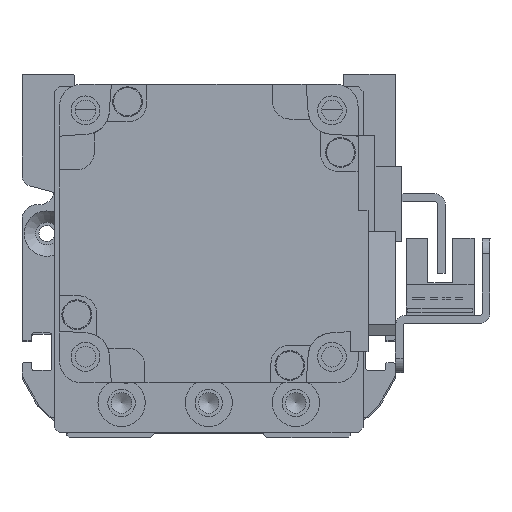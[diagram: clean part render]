
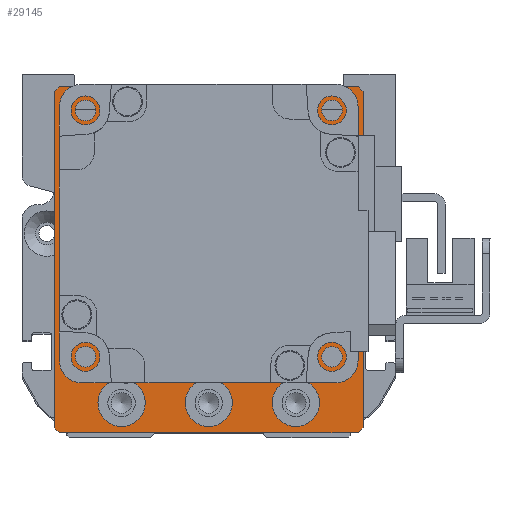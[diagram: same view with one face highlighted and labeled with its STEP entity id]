
A CAD part, left-side view. The second image highlights one B-rep face of the part: STEP entity #29145.
In plain terms, the highlighted face is planar.
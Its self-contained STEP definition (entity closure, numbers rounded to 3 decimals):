
#1080=FACE_BOUND('',#5282,.T.);
#1081=FACE_BOUND('',#5283,.T.);
#1082=FACE_BOUND('',#5284,.T.);
#1083=FACE_BOUND('',#5285,.T.);
#1084=FACE_BOUND('',#5286,.T.);
#1085=FACE_BOUND('',#5287,.T.);
#1086=FACE_BOUND('',#5288,.T.);
#1087=FACE_BOUND('',#5289,.T.);
#1827=PLANE('',#32733);
#3309=FACE_OUTER_BOUND('',#5281,.T.);
#5281=EDGE_LOOP('',(#25837,#25838,#25839,#25840,#25841,#25842,#25843,#25844));
#5282=EDGE_LOOP('',(#25845));
#5283=EDGE_LOOP('',(#25846));
#5284=EDGE_LOOP('',(#25847));
#5285=EDGE_LOOP('',(#25848));
#5286=EDGE_LOOP('',(#25849));
#5287=EDGE_LOOP('',(#25850));
#5288=EDGE_LOOP('',(#25851));
#5289=EDGE_LOOP('',(#25852));
#7575=LINE('',#50336,#9920);
#7578=LINE('',#50341,#9923);
#7580=LINE('',#50345,#9925);
#7582=LINE('',#50349,#9927);
#7584=LINE('',#50354,#9929);
#7586=LINE('',#50357,#9931);
#7587=LINE('',#50359,#9932);
#7588=LINE('',#50360,#9933);
#9920=VECTOR('',#40855,10.);
#9923=VECTOR('',#40860,10.);
#9925=VECTOR('',#40864,10.);
#9927=VECTOR('',#40868,10.);
#9929=VECTOR('',#40872,10.);
#9931=VECTOR('',#40876,10.);
#9932=VECTOR('',#40877,10.);
#9933=VECTOR('',#40878,10.);
#11794=CIRCLE('',#32734,25.);
#11795=CIRCLE('',#32735,2.067);
#11796=CIRCLE('',#32736,2.067);
#11797=CIRCLE('',#32737,2.067);
#11798=CIRCLE('',#32738,2.067);
#11799=CIRCLE('',#32739,4.75);
#11800=CIRCLE('',#32740,4.75);
#11801=CIRCLE('',#32741,4.75);
#14312=VERTEX_POINT('',#50333);
#14313=VERTEX_POINT('',#50335);
#14314=VERTEX_POINT('',#50339);
#14315=VERTEX_POINT('',#50343);
#14316=VERTEX_POINT('',#50347);
#14317=VERTEX_POINT('',#50351);
#14318=VERTEX_POINT('',#50353);
#14319=VERTEX_POINT('',#50358);
#14320=VERTEX_POINT('',#50361);
#14321=VERTEX_POINT('',#50363);
#14322=VERTEX_POINT('',#50365);
#14323=VERTEX_POINT('',#50367);
#14324=VERTEX_POINT('',#50369);
#14325=VERTEX_POINT('',#50371);
#14326=VERTEX_POINT('',#50373);
#14327=VERTEX_POINT('',#50375);
#18223=EDGE_CURVE('',#14312,#14313,#7575,.T.);
#18226=EDGE_CURVE('',#14312,#14314,#7578,.T.);
#18228=EDGE_CURVE('',#14315,#14314,#7580,.T.);
#18230=EDGE_CURVE('',#14315,#14316,#7582,.T.);
#18232=EDGE_CURVE('',#14317,#14318,#7584,.T.);
#18234=EDGE_CURVE('',#14317,#14313,#7586,.T.);
#18235=EDGE_CURVE('',#14319,#14316,#7587,.T.);
#18236=EDGE_CURVE('',#14319,#14318,#7588,.T.);
#18237=EDGE_CURVE('',#14320,#14320,#11794,.T.);
#18238=EDGE_CURVE('',#14321,#14321,#11795,.T.);
#18239=EDGE_CURVE('',#14322,#14322,#11796,.T.);
#18240=EDGE_CURVE('',#14323,#14323,#11797,.T.);
#18241=EDGE_CURVE('',#14324,#14324,#11798,.T.);
#18242=EDGE_CURVE('',#14325,#14325,#11799,.T.);
#18243=EDGE_CURVE('',#14326,#14326,#11800,.T.);
#18244=EDGE_CURVE('',#14327,#14327,#11801,.T.);
#25837=ORIENTED_EDGE('',*,*,#18232,.F.);
#25838=ORIENTED_EDGE('',*,*,#18234,.T.);
#25839=ORIENTED_EDGE('',*,*,#18223,.F.);
#25840=ORIENTED_EDGE('',*,*,#18226,.T.);
#25841=ORIENTED_EDGE('',*,*,#18228,.F.);
#25842=ORIENTED_EDGE('',*,*,#18230,.T.);
#25843=ORIENTED_EDGE('',*,*,#18235,.F.);
#25844=ORIENTED_EDGE('',*,*,#18236,.T.);
#25845=ORIENTED_EDGE('',*,*,#18237,.T.);
#25846=ORIENTED_EDGE('',*,*,#18238,.T.);
#25847=ORIENTED_EDGE('',*,*,#18239,.T.);
#25848=ORIENTED_EDGE('',*,*,#18240,.T.);
#25849=ORIENTED_EDGE('',*,*,#18241,.T.);
#25850=ORIENTED_EDGE('',*,*,#18242,.T.);
#25851=ORIENTED_EDGE('',*,*,#18243,.T.);
#25852=ORIENTED_EDGE('',*,*,#18244,.T.);
#29145=ADVANCED_FACE('',(#3309,#1080,#1081,#1082,#1083,#1084,#1085,#1086,
#1087),#1827,.T.);
#32733=AXIS2_PLACEMENT_3D('',#50356,#40874,#40875);
#32734=AXIS2_PLACEMENT_3D('',#50362,#40879,#40880);
#32735=AXIS2_PLACEMENT_3D('',#50364,#40881,#40882);
#32736=AXIS2_PLACEMENT_3D('',#50366,#40883,#40884);
#32737=AXIS2_PLACEMENT_3D('',#50368,#40885,#40886);
#32738=AXIS2_PLACEMENT_3D('',#50370,#40887,#40888);
#32739=AXIS2_PLACEMENT_3D('',#50372,#40889,#40890);
#32740=AXIS2_PLACEMENT_3D('',#50374,#40891,#40892);
#32741=AXIS2_PLACEMENT_3D('',#50376,#40893,#40894);
#40855=DIRECTION('',(-0.707,-0.707,0.));
#40860=DIRECTION('',(0.,1.,0.));
#40864=DIRECTION('',(0.707,-0.707,0.));
#40868=DIRECTION('',(-1.,0.,0.));
#40872=DIRECTION('',(-0.707,0.707,0.));
#40874=DIRECTION('center_axis',(0.,0.,1.));
#40875=DIRECTION('ref_axis',(1.,0.,0.));
#40876=DIRECTION('',(1.,0.,0.));
#40877=DIRECTION('',(0.707,0.707,0.));
#40878=DIRECTION('',(0.,-1.,0.));
#40879=DIRECTION('center_axis',(0.,0.,-1.));
#40880=DIRECTION('ref_axis',(1.,0.,0.));
#40881=DIRECTION('center_axis',(0.,0.,-1.));
#40882=DIRECTION('ref_axis',(1.,0.,0.));
#40883=DIRECTION('center_axis',(0.,0.,-1.));
#40884=DIRECTION('ref_axis',(1.,0.,0.));
#40885=DIRECTION('center_axis',(0.,0.,-1.));
#40886=DIRECTION('ref_axis',(1.,0.,0.));
#40887=DIRECTION('center_axis',(0.,0.,-1.));
#40888=DIRECTION('ref_axis',(1.,0.,0.));
#40889=DIRECTION('center_axis',(0.,0.,-1.));
#40890=DIRECTION('ref_axis',(1.,0.,0.));
#40891=DIRECTION('center_axis',(0.,0.,-1.));
#40892=DIRECTION('ref_axis',(1.,0.,0.));
#40893=DIRECTION('center_axis',(0.,0.,-1.));
#40894=DIRECTION('ref_axis',(1.,0.,0.));
#50333=CARTESIAN_POINT('',(31.,-33.75,59.));
#50335=CARTESIAN_POINT('',(30.,-34.75,59.));
#50336=CARTESIAN_POINT('',(31.438,-33.313,59.));
#50339=CARTESIAN_POINT('',(31.,33.75,59.));
#50341=CARTESIAN_POINT('',(31.,-34.75,59.));
#50343=CARTESIAN_POINT('',(30.,34.75,59.));
#50345=CARTESIAN_POINT('',(31.438,33.313,59.));
#50347=CARTESIAN_POINT('',(-30.,34.75,59.));
#50349=CARTESIAN_POINT('',(31.,34.75,59.));
#50351=CARTESIAN_POINT('',(-30.,-34.75,59.));
#50353=CARTESIAN_POINT('',(-31.,-33.75,59.));
#50354=CARTESIAN_POINT('',(-31.438,-33.313,59.));
#50356=CARTESIAN_POINT('Origin',(0.,0.,
59.));
#50357=CARTESIAN_POINT('',(-31.,-34.75,59.));
#50358=CARTESIAN_POINT('',(-31.,33.75,59.));
#50359=CARTESIAN_POINT('',(-31.438,33.313,59.));
#50360=CARTESIAN_POINT('',(-31.,34.75,59.));
#50361=CARTESIAN_POINT('',(-25.,5.25,59.));
#50362=CARTESIAN_POINT('Origin',(0.,5.25,59.));
#50363=CARTESIAN_POINT('',(22.682,-19.499,59.));
#50364=CARTESIAN_POINT('Origin',(24.749,-19.499,59.));
#50365=CARTESIAN_POINT('',(22.682,29.999,59.));
#50366=CARTESIAN_POINT('Origin',(24.749,29.999,59.));
#50367=CARTESIAN_POINT('',(-26.816,29.999,59.));
#50368=CARTESIAN_POINT('Origin',(-24.749,29.999,59.));
#50369=CARTESIAN_POINT('',(-26.816,-19.499,59.));
#50370=CARTESIAN_POINT('Origin',(-24.749,-19.499,59.));
#50371=CARTESIAN_POINT('',(12.75,-28.75,59.));
#50372=CARTESIAN_POINT('Origin',(17.5,-28.75,59.));
#50373=CARTESIAN_POINT('',(-4.75,-28.75,59.));
#50374=CARTESIAN_POINT('Origin',(0.,-28.75,59.));
#50375=CARTESIAN_POINT('',(-22.25,-28.75,59.));
#50376=CARTESIAN_POINT('Origin',(-17.5,-28.75,59.));
